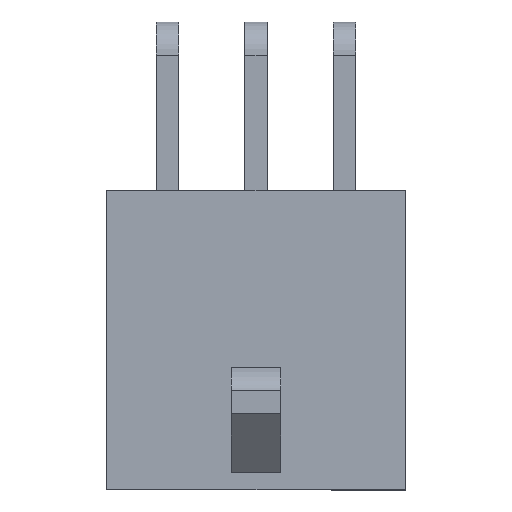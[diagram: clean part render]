
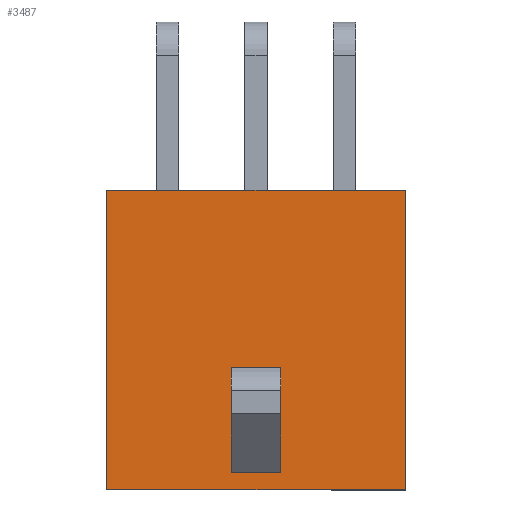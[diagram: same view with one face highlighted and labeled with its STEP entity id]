
A CAD part, top view. The second image highlights one B-rep face of the part: STEP entity #3487.
In plain terms, the highlighted face is planar.
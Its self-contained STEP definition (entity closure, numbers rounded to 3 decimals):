
#410=ORIENTED_EDGE('',*,*,#1177,.T.);
#411=ORIENTED_EDGE('',*,*,#1351,.F.);
#412=ORIENTED_EDGE('',*,*,#1202,.F.);
#413=ORIENTED_EDGE('',*,*,#1352,.T.);
#414=ORIENTED_EDGE('',*,*,#1318,.F.);
#415=ORIENTED_EDGE('',*,*,#1316,.F.);
#416=ORIENTED_EDGE('',*,*,#1314,.T.);
#417=ORIENTED_EDGE('',*,*,#1311,.T.);
#1177=EDGE_CURVE('',#1678,#1676,#1997,.T.);
#1202=EDGE_CURVE('',#1702,#1703,#2022,.T.);
#1311=EDGE_CURVE('',#1790,#1791,#2103,.T.);
#1314=EDGE_CURVE('',#1792,#1790,#2105,.T.);
#1316=EDGE_CURVE('',#1792,#1793,#2106,.T.);
#1318=EDGE_CURVE('',#1793,#1791,#2108,.T.);
#1351=EDGE_CURVE('',#1703,#1676,#2121,.T.);
#1352=EDGE_CURVE('',#1702,#1678,#2122,.T.);
#1676=VERTEX_POINT('',#4944);
#1678=VERTEX_POINT('',#4947);
#1702=VERTEX_POINT('',#4997);
#1703=VERTEX_POINT('',#4999);
#1790=VERTEX_POINT('',#5245);
#1791=VERTEX_POINT('',#5246);
#1792=VERTEX_POINT('',#5251);
#1793=VERTEX_POINT('',#5255);
#1997=LINE('',#4946,#2431);
#2022=LINE('',#4998,#2456);
#2103=LINE('',#5244,#2537);
#2105=LINE('',#5250,#2539);
#2106=LINE('',#5254,#2540);
#2108=LINE('',#5258,#2542);
#2121=LINE('',#5350,#2555);
#2122=LINE('',#5351,#2556);
#2431=VECTOR('',#3972,1000.);
#2456=VECTOR('',#4001,1000.);
#2537=VECTOR('',#4174,1000.);
#2539=VECTOR('',#4180,1000.);
#2540=VECTOR('',#4185,1000.);
#2542=VECTOR('',#4189,1000.);
#2555=VECTOR('',#4240,1000.);
#2556=VECTOR('',#4241,1000.);
#2892=EDGE_LOOP('',(#410,#411,#412,#413));
#2893=EDGE_LOOP('',(#414,#415,#416,#417));
#3114=FACE_BOUND('',#2892,.T.);
#3115=FACE_BOUND('',#2893,.T.);
#3301=PLANE('',#3756);
#3487=ADVANCED_FACE('',(#3114,#3115),#3301,.F.);
#3756=AXIS2_PLACEMENT_3D('',#5349,#4238,#4239);
#3972=DIRECTION('',(-1.,0.,0.));
#4001=DIRECTION('',(-1.,0.,0.));
#4174=DIRECTION('',(0.,0.,1.));
#4180=DIRECTION('',(1.,0.,0.));
#4185=DIRECTION('',(0.,0.,1.));
#4189=DIRECTION('',(1.,0.,0.));
#4238=DIRECTION('',(0.,-1.,0.));
#4239=DIRECTION('',(1.,0.,0.));
#4240=DIRECTION('',(0.,0.,-1.));
#4241=DIRECTION('',(0.,0.,-1.));
#4944=CARTESIAN_POINT('',(-4.22,2.99,0.));
#4946=CARTESIAN_POINT('',(4.22,2.99,0.));
#4947=CARTESIAN_POINT('',(4.22,2.99,0.));
#4997=CARTESIAN_POINT('',(4.22,2.99,8.46));
#4998=CARTESIAN_POINT('',(4.22,2.99,8.46));
#4999=CARTESIAN_POINT('',(-4.22,2.99,8.46));
#5244=CARTESIAN_POINT('',(0.7,2.99,5.02));
#5245=CARTESIAN_POINT('',(0.7,2.99,5.02));
#5246=CARTESIAN_POINT('',(0.7,2.99,7.97));
#5250=CARTESIAN_POINT('',(-0.7,2.99,5.02));
#5251=CARTESIAN_POINT('',(-0.7,2.99,5.02));
#5254=CARTESIAN_POINT('',(-0.7,2.99,5.02));
#5255=CARTESIAN_POINT('',(-0.7,2.99,7.97));
#5258=CARTESIAN_POINT('',(-0.7,2.99,7.97));
#5349=CARTESIAN_POINT('',(4.22,2.99,8.46));
#5350=CARTESIAN_POINT('',(-4.22,2.99,8.46));
#5351=CARTESIAN_POINT('',(4.22,2.99,8.46));
